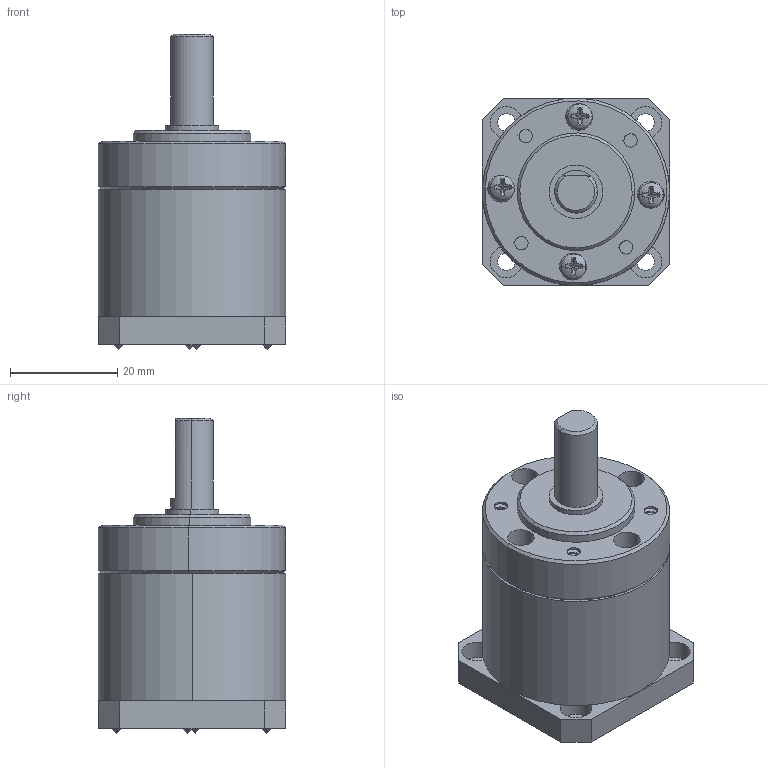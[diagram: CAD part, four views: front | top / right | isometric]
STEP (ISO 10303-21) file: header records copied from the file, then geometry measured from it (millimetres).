
FILE_DESCRIPTION (( 'STEP AP214' ), '1' );
FILE_NAME ('35XGX行星减速二级速比.STEP', '2023-08-04T13:55:11', ( '' ), ( '' ), 'SwSTEP 2.0', 'SolidWorks 2021', '' );
FILE_SCHEMA (( 'AUTOMOTIVE_DESIGN' ));
Length unit declared in the file: millimetre
Products named in the file (5): 35XGX行星减速-非整数比底座; 35XGX行星减速二级速比; 35XGX行星减速-非整数比二级减速; 35XGX行星减速-非整数比上盖; cross recessed round head wood screws gb_GB_WOOD_SCREWS_TYPE136 M3X30-N
Assembly tree (7 placements, depth 2):
  35XGX行星减速二级速比
    35XGX行星减速-非整数比底座
    35XGX行星减速-非整数比二级减速
    35XGX行星减速-非整数比上盖
    cross recessed round head wood screws gb_GB_WOOD_SCREWS_TYPE136 M3X30-N  x4
Bounding box: 35 x 35 x 59 mm (x, y, z)
Volume: 37519 mm3; surface area: 13858.4 mm2
Topology: 7 solids, 7 shells, 315 faces, 783 edges, 486 vertices
Faces by surface type: cylinder 166, plane 84, bspline 24, cone 17, torus 16, sphere 8
Entity records: 18318 total; most frequent: CARTESIAN_POINT 12763, ORIENTED_EDGE 1274, DIRECTION 980, EDGE_CURVE 637, VERTEX_POINT 408, AXIS2_PLACEMENT_3D 373, EDGE_LOOP 289, FACE_OUTER_BOUND 246
